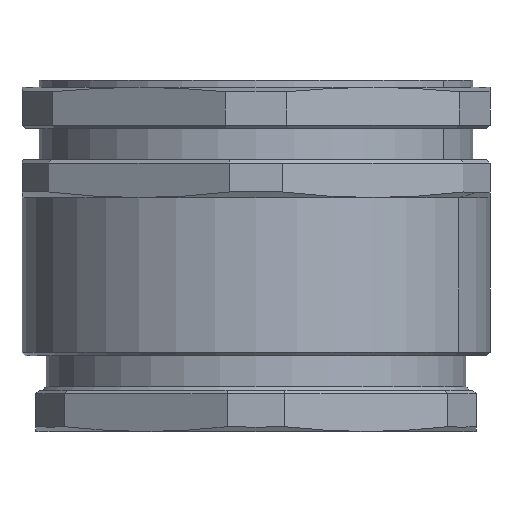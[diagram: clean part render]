
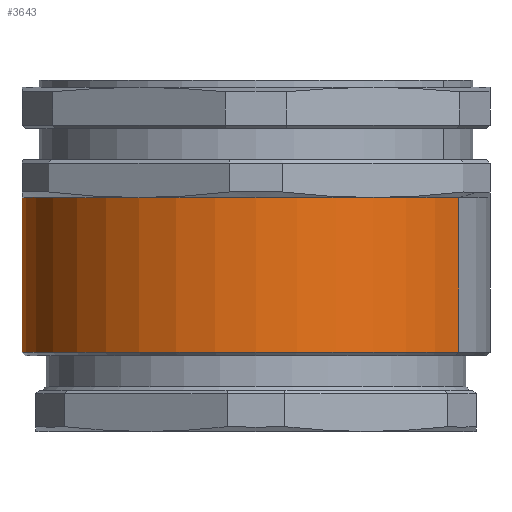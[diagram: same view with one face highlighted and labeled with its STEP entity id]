
A CAD part, front view. The second image highlights one B-rep face of the part: STEP entity #3643.
In plain terms, the highlighted cylindrical face has radius 34 mm (diameter 68 mm), a partial arc.
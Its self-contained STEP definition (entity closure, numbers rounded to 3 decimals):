
#1717=CARTESIAN_POINT('',(-29.445,17.,3.0));
#1718=VERTEX_POINT('',#1717);
#1770=CARTESIAN_POINT('',(29.445,-17.0,3.0));
#1771=VERTEX_POINT('',#1770);
#1825=CARTESIAN_POINT('',(-29.445,17.,-19.5));
#1826=VERTEX_POINT('',#1825);
#1827=CARTESIAN_POINT('',(-29.445,17.,3.0));
#1828=DIRECTION('',(0.0,0.0,-1.0));
#1829=VECTOR('',#1828,22.5);
#1830=LINE('',#1827,#1829);
#1831=EDGE_CURVE('',#1718,#1826,#1830,.T.);
#1851=CARTESIAN_POINT('',(29.445,-17.0,-19.5));
#1852=VERTEX_POINT('',#1851);
#1853=CARTESIAN_POINT('',(29.445,-17.0,-19.5));
#1854=DIRECTION('',(0.0,0.0,1.0));
#1855=VECTOR('',#1854,22.5);
#1856=LINE('',#1853,#1855);
#1857=EDGE_CURVE('',#1852,#1771,#1856,.T.);
#2116=CARTESIAN_POINT('',(-34.,0.,3.));
#2117=VERTEX_POINT('',#2116);
#3447=CARTESIAN_POINT('',(17.,-29.445,3.));
#3448=VERTEX_POINT('',#3447);
#3593=CARTESIAN_POINT('',(0.,0.,-19.5));
#3594=DIRECTION('',(0.,0.,-1.));
#3595=DIRECTION('',(-0.866,0.5,0.));
#3596=AXIS2_PLACEMENT_3D('',#3593,#3594,#3595);
#3597=CIRCLE('',#3596,34.);
#3598=EDGE_CURVE('',#1852,#1826,#3597,.T.);
#3603=CARTESIAN_POINT('',(0.,0.,-8.5));
#3604=DIRECTION('',(0.0,0.0,1.0));
#3605=DIRECTION('',(-0.866,0.5,0.));
#3606=AXIS2_PLACEMENT_3D('',#3603,#3604,#3605);
#3607=CYLINDRICAL_SURFACE('',#3606,34.);
#3608=ORIENTED_EDGE('',*,*,#1831,.T.);
#3609=ORIENTED_EDGE('',*,*,#3598,.F.);
#3610=ORIENTED_EDGE('',*,*,#1857,.T.);
#3611=CARTESIAN_POINT('',(0.,0.,3.));
#3612=DIRECTION('',(0.,0.,1.));
#3613=DIRECTION('',(-0.866,0.5,0.));
#3614=AXIS2_PLACEMENT_3D('',#3611,#3612,#3613);
#3615=CIRCLE('',#3614,34.);
#3616=EDGE_CURVE('',#3448,#1771,#3615,.T.);
#3617=ORIENTED_EDGE('',*,*,#3616,.F.);
#3618=CARTESIAN_POINT('',(-17.,-29.445,3.));
#3619=VERTEX_POINT('',#3618);
#3620=CARTESIAN_POINT('',(0.,0.,3.));
#3621=DIRECTION('',(0.,0.,1.));
#3622=DIRECTION('',(-0.866,0.5,0.));
#3623=AXIS2_PLACEMENT_3D('',#3620,#3621,#3622);
#3624=CIRCLE('',#3623,34.);
#3625=EDGE_CURVE('',#3619,#3448,#3624,.T.);
#3626=ORIENTED_EDGE('',*,*,#3625,.F.);
#3627=CARTESIAN_POINT('',(0.,0.,3.));
#3628=DIRECTION('',(0.,0.,1.));
#3629=DIRECTION('',(-0.866,0.5,0.));
#3630=AXIS2_PLACEMENT_3D('',#3627,#3628,#3629);
#3631=CIRCLE('',#3630,34.);
#3632=EDGE_CURVE('',#2117,#3619,#3631,.T.);
#3633=ORIENTED_EDGE('',*,*,#3632,.F.);
#3634=CARTESIAN_POINT('',(0.,0.,3.));
#3635=DIRECTION('',(0.,0.,1.));
#3636=DIRECTION('',(-0.866,0.5,0.));
#3637=AXIS2_PLACEMENT_3D('',#3634,#3635,#3636);
#3638=CIRCLE('',#3637,34.);
#3639=EDGE_CURVE('',#1718,#2117,#3638,.T.);
#3640=ORIENTED_EDGE('',*,*,#3639,.F.);
#3641=EDGE_LOOP('',(#3608,#3609,#3610,#3617,#3626,#3633,#3640));
#3642=FACE_OUTER_BOUND('',#3641,.T.);
#3643=ADVANCED_FACE('',(#3642),#3607,.T.);
